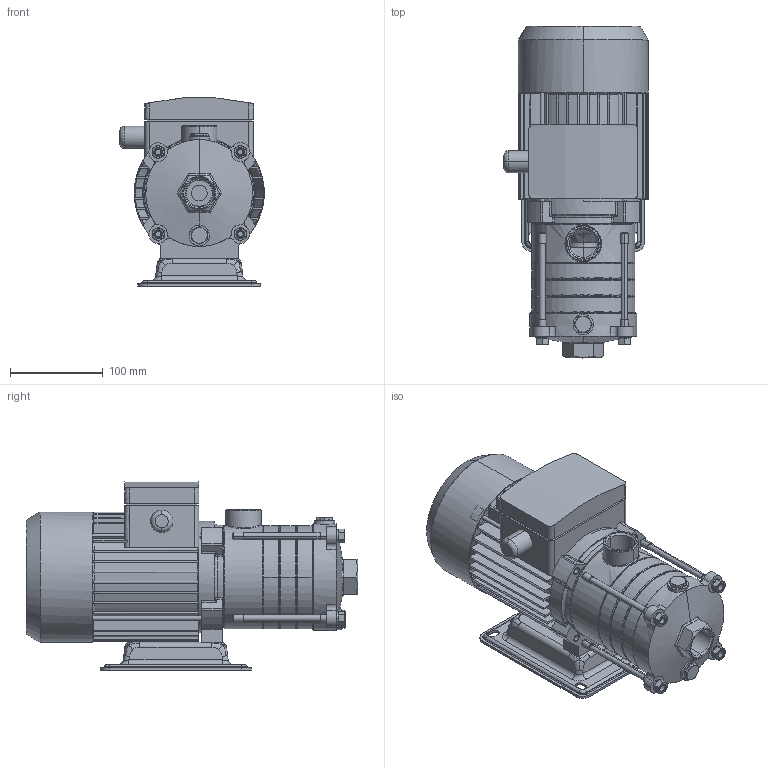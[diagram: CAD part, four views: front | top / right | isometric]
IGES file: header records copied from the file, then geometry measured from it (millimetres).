
Global section: file name: 015P2354 (RMHI 2-4R); native system: AutoCAD 2019 — Русский (Russian),62HAutod; preprocessor: esk Translation Framework DWG producer (atf_dwg_producer); organization: unknown; date: 20240415.154115; units: millimetre
Bounding box: 155.41 x 357 x 202.35 mm (x, y, z)
Volume: 2571997.3 mm3; surface area: 584377.5 mm2
Topology: 31 solids, 31 shells, 1435 faces, 3984 edges, 2695 vertices
Faces by surface type: bspline 1391, revolution 44
